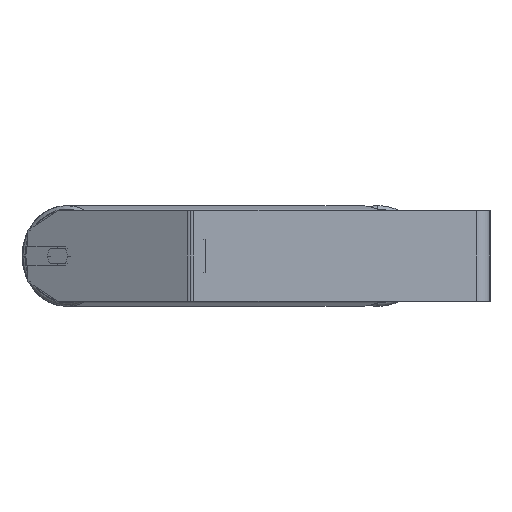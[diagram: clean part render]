
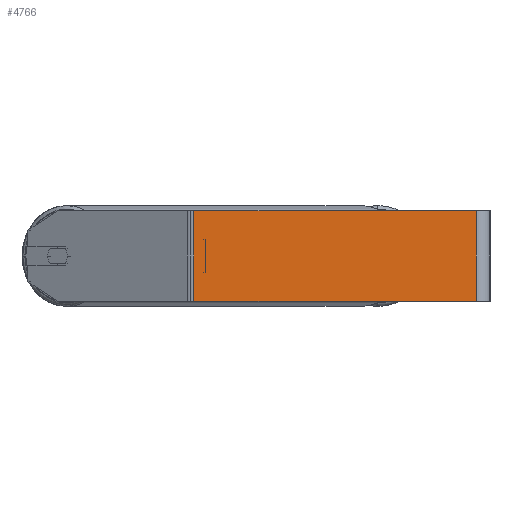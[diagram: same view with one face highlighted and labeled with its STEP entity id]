
A CAD part, left-side view. The second image highlights one B-rep face of the part: STEP entity #4766.
In plain terms, the highlighted planar face has unit normal (-1, 0, 0).
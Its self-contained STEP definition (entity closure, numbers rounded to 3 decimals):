
#124 = VERTEX_POINT ( 'NONE', #2120 ) ;
#702 = VERTEX_POINT ( 'NONE', #3294 ) ;
#1453 = VECTOR ( 'NONE', #1685, 1000. ) ;
#1458 = DIRECTION ( 'NONE',  ( 0., -1., 0. ) ) ;
#1685 = DIRECTION ( 'NONE',  ( 0., 0., -1. ) ) ;
#1862 = ORIENTED_EDGE ( 'NONE', *, *, #7220, .F. ) ;
#2120 = CARTESIAN_POINT ( 'NONE',  ( -840., 261.3, -40. ) ) ;
#2161 = VECTOR ( 'NONE', #2316, 1000. ) ;
#2316 = DIRECTION ( 'NONE',  ( 0., 0., -1. ) ) ;
#2374 = EDGE_CURVE ( 'NONE', #7152, #124, #5060, .T. ) ;
#2894 = CARTESIAN_POINT ( 'NONE',  ( -840., 261.3, 40. ) ) ;
#2993 = EDGE_LOOP ( 'NONE', ( #3762, #1862, #7723, #3592 ) ) ;
#3283 = FACE_OUTER_BOUND ( 'NONE', #2993, .T. ) ;
#3294 = CARTESIAN_POINT ( 'NONE',  ( -840., 12., -40. ) ) ;
#3592 = ORIENTED_EDGE ( 'NONE', *, *, #2374, .T. ) ;
#3714 = CARTESIAN_POINT ( 'NONE',  ( -840., 12., 40. ) ) ;
#3762 = ORIENTED_EDGE ( 'NONE', *, *, #7965, .T. ) ;
#3952 = VERTEX_POINT ( 'NONE', #6252 ) ;
#4005 = VECTOR ( 'NONE', #1458, 1000. ) ;
#4106 = LINE ( 'NONE', #5529, #4005 ) ;
#4175 = CARTESIAN_POINT ( 'NONE',  ( -840., 261.3, 40. ) ) ;
#4525 = DIRECTION ( 'NONE',  ( 1., 0., 0. ) ) ;
#4766 = ADVANCED_FACE ( 'NONE', ( #3283 ), #7900, .F. ) ;
#4859 = VECTOR ( 'NONE', #8270, 1000. ) ;
#4869 = AXIS2_PLACEMENT_3D ( 'NONE', #5952, #4525, #7237 ) ;
#5060 = LINE ( 'NONE', #2894, #2161 ) ;
#5529 = CARTESIAN_POINT ( 'NONE',  ( -840., 264.516, 40. ) ) ;
#5592 = LINE ( 'NONE', #3714, #1453 ) ;
#5952 = CARTESIAN_POINT ( 'NONE',  ( -840., 264.516, 40. ) ) ;
#6252 = CARTESIAN_POINT ( 'NONE',  ( -840., 12., 40. ) ) ;
#6413 = CARTESIAN_POINT ( 'NONE',  ( -840., 264.516, -40. ) ) ;
#6991 = LINE ( 'NONE', #6413, #4859 ) ;
#7152 = VERTEX_POINT ( 'NONE', #4175 ) ;
#7220 = EDGE_CURVE ( 'NONE', #3952, #702, #5592, .T. ) ;
#7237 = DIRECTION ( 'NONE',  ( 0., 0., -1. ) ) ;
#7494 = EDGE_CURVE ( 'NONE', #7152, #3952, #4106, .T. ) ;
#7723 = ORIENTED_EDGE ( 'NONE', *, *, #7494, .F. ) ;
#7900 = PLANE ( 'NONE',  #4869 ) ;
#7965 = EDGE_CURVE ( 'NONE', #124, #702, #6991, .T. ) ;
#8270 = DIRECTION ( 'NONE',  ( 0., -1., 0. ) ) ;
